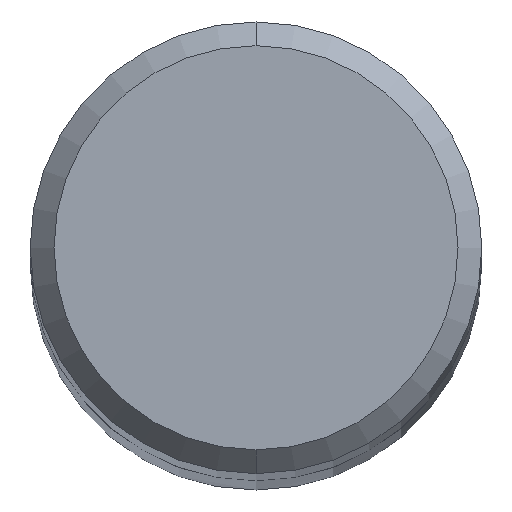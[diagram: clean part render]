
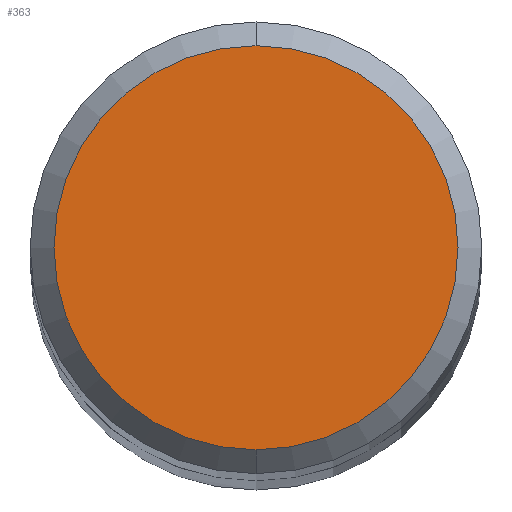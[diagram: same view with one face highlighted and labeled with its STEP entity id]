
A CAD part, top view. The second image highlights one B-rep face of the part: STEP entity #363.
In plain terms, the highlighted planar face has unit normal (0, 0, 1).
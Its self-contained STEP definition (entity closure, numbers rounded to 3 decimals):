
#251=VERTEX_POINT('',#521);
#299=VERTEX_POINT('',#572);
#363=ADVANCED_FACE('',(#643),#644,.T.);
#369=EDGE_CURVE('',#251,#299,#650,.T.);
#383=EDGE_CURVE('',#299,#251,#665,.T.);
#521=CARTESIAN_POINT('',(0.0,4.25,83.0));
#572=CARTESIAN_POINT('',(0.,-4.25,83.0));
#643=FACE_OUTER_BOUND('',#1214,.T.);
#644=PLANE('',#1215);
#650=CIRCLE('',#1225,4.25);
#665=CIRCLE('',#1259,4.25);
#1214=EDGE_LOOP('',(#1532,#1533));
#1215=AXIS2_PLACEMENT_3D('',#1534,#1535,#1536);
#1225=AXIS2_PLACEMENT_3D('',#1541,#1542,#1543);
#1259=AXIS2_PLACEMENT_3D('',#1556,#1557,#1558);
#1532=ORIENTED_EDGE('',*,*,#369,.F.);
#1533=ORIENTED_EDGE('',*,*,#383,.F.);
#1534=CARTESIAN_POINT('',(0.0,2.125,83.0));
#1535=DIRECTION('',(-0.0,0.0,1.0));
#1536=DIRECTION('',(0.0,-1.0,0.0));
#1541=CARTESIAN_POINT('',(0.0,0.0,83.0));
#1542=DIRECTION('',(0.0,0.0,-1.0));
#1543=DIRECTION('',(0.0,1.0,0.0));
#1556=CARTESIAN_POINT('',(0.0,0.0,83.0));
#1557=DIRECTION('',(0.0,0.0,-1.0));
#1558=DIRECTION('',(0.0,1.0,0.0));
